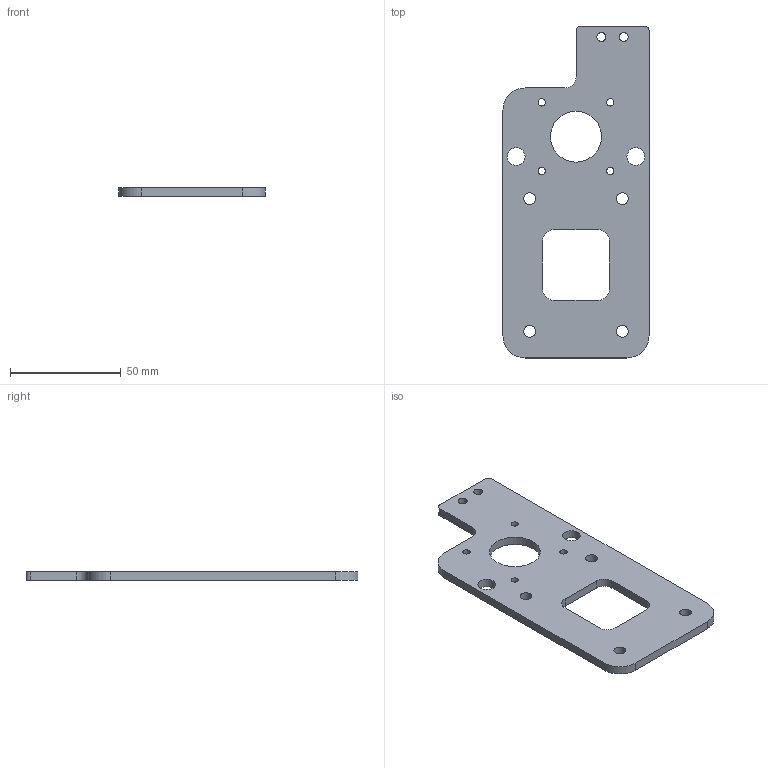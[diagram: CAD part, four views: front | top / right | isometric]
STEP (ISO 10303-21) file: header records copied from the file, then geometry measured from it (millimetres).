
FILE_DESCRIPTION(/* description */ (''),/* implementation_level */ '2;1');
FILE_NAME(/* name */ 'Laser Carriage - Motor Side.step',/* time_stamp */ '2023-05-02T22:52:10-06:00',/* author */ (''),/* organization */ (''),/* preprocessor_version */ 'ST-DEVELOPER v19.2',/* originating_system */ 'Autodesk Translation Framework v12.4.0.73',/* authorisation */ '');
FILE_SCHEMA (('AUTOMOTIVE_DESIGN { 1 0 10303 214 3 1 1 }'));
Length unit declared in the file: millimetre
Products named in the file (2): Laser Carriage - Motor Side; Laser Carriage - Motor Side_1
Assembly tree (1 placements, depth 2):
  Laser Carriage - Motor Side
    Laser Carriage - Motor Side_1
Bounding box: 66 x 150 x 4 mm (x, y, z)
Volume: 29247.4 mm3; surface area: 17771.8 mm2
Topology: 1 solids, 1 shells, 35 faces, 99 edges, 66 vertices
Faces by surface type: cylinder 23, plane 12
Full cylindrical faces by diameter (mm): 3.3 x4, 4.1 x2, 5.3 x4, 8 x2, 23 x1
Entity records: 1268 total; most frequent: DIRECTION 221, CARTESIAN_POINT 203, ORIENTED_EDGE 198, EDGE_CURVE 99, AXIS2_PLACEMENT_3D 84, VERTEX_POINT 66, EDGE_LOOP 63, LINE 53
